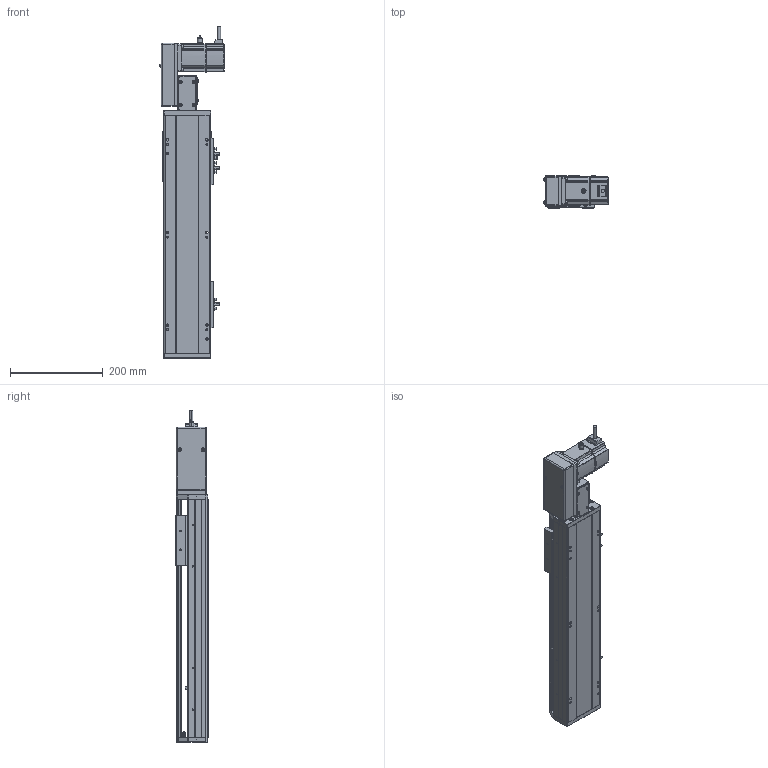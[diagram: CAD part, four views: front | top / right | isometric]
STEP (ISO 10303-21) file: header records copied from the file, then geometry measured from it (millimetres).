
FILE_DESCRIPTION (( 'STEP AP203' ), '1' );
FILE_NAME ('YTO110-4P-D01-300.step', '2018-07-19T05:38:54', ( 'admin' ), ( '' ), 'SwSTEP 2.0', 'SolidWorks 2016', '' );
FILE_SCHEMA (( 'CONFIG_CONTROL_DESIGN' ));
Length unit declared in the file: millimetre
Products named in the file (9): YTO110-PART3; YTO110-PART4; YTO110-PART5; YTO110-PART6; YTO110-PART7; YTO110-PART8; YTO110-4P-D01-300; YTO110-PART1-150; YTO110-PART2
Assembly tree (8 placements, depth 2):
  YTO110-4P-D01-300
    YTO110-PART1-150
    YTO110-PART2
    YTO110-PART3
    YTO110-PART4
    YTO110-PART5
    YTO110-PART6
    YTO110-PART7
    YTO110-PART8
Bounding box: 138.2 x 70 x 716.7 mm (x, y, z)
Volume: 1154430.3 mm3; surface area: 569086.4 mm2
Topology: 2 solids, 283 shells, 2322 faces, 6219 edges, 3980 vertices
Faces by surface type: plane 836, cone 688, cylinder 650, bspline 68, torus 64, sphere 16
Entity records: 75661 total; most frequent: CARTESIAN_POINT 16599, DIRECTION 12871, ORIENTED_EDGE 10915, EDGE_CURVE 6183, AXIS2_PLACEMENT_3D 4881, VERTEX_POINT 3980, VECTOR 3109, LINE 3109
